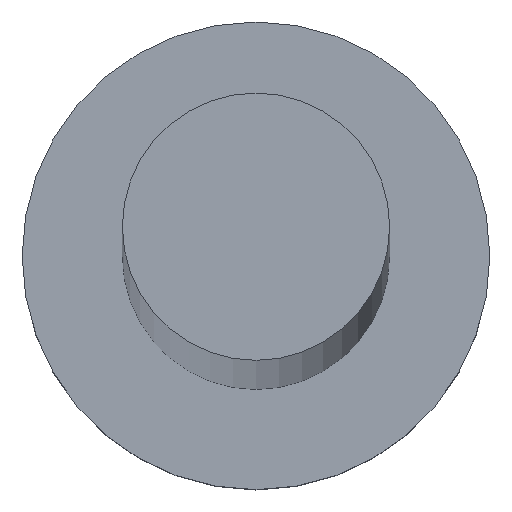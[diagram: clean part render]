
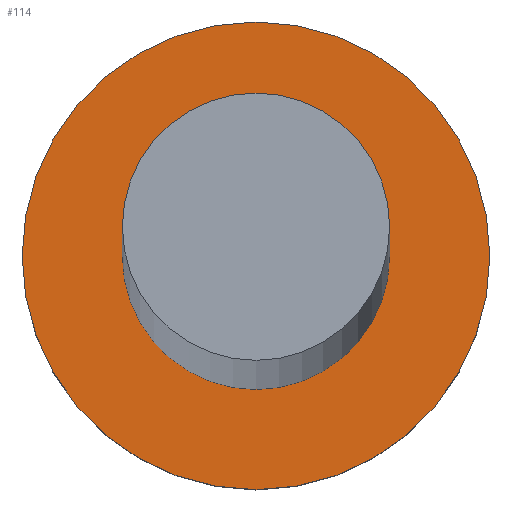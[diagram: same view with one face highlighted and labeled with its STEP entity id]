
A CAD part, top view. The second image highlights one B-rep face of the part: STEP entity #114.
In plain terms, the highlighted planar face has unit normal (0, 0, 1).
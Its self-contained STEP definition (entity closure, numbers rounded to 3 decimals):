
#2 = VERTEX_POINT ( 'NONE', #82 ) ;
#5 = AXIS2_PLACEMENT_3D ( 'NONE', #39, #124, #106 ) ;
#6 = CARTESIAN_POINT ( 'NONE',  ( 0., 0., 5. ) ) ;
#12 = EDGE_LOOP ( 'NONE', ( #197, #146 ) ) ;
#22 = DIRECTION ( 'NONE',  ( 1., 0., 0. ) ) ;
#39 = CARTESIAN_POINT ( 'NONE',  ( 0., 0., 5. ) ) ;
#46 = DIRECTION ( 'NONE',  ( 1., 0., 0. ) ) ;
#62 = ORIENTED_EDGE ( 'NONE', *, *, #83, .F. ) ;
#66 = EDGE_CURVE ( 'NONE', #2, #160, #100, .T. ) ;
#67 = DIRECTION ( 'NONE',  ( 0., 0., 1. ) ) ;
#70 = CIRCLE ( 'NONE', #188, 7. ) ;
#76 = CARTESIAN_POINT ( 'NONE',  ( -7., 0., 5. ) ) ;
#80 = AXIS2_PLACEMENT_3D ( 'NONE', #6, #205, #22 ) ;
#82 = CARTESIAN_POINT ( 'NONE',  ( -4., 0., 5. ) ) ;
#83 = EDGE_CURVE ( 'NONE', #160, #2, #87, .T. ) ;
#84 = CARTESIAN_POINT ( 'NONE',  ( 0., 0., 5. ) ) ;
#87 = CIRCLE ( 'NONE', #93, 4. ) ;
#89 = DIRECTION ( 'NONE',  ( 1., 0., 0. ) ) ;
#92 = EDGE_LOOP ( 'NONE', ( #169, #62 ) ) ;
#93 = AXIS2_PLACEMENT_3D ( 'NONE', #84, #189, #89 ) ;
#94 = DIRECTION ( 'NONE',  ( 1., 0., 0. ) ) ;
#95 = EDGE_CURVE ( 'NONE', #203, #122, #200, .T. ) ;
#97 = CARTESIAN_POINT ( 'NONE',  ( 0., 0., 5. ) ) ;
#100 = CIRCLE ( 'NONE', #80, 4. ) ;
#106 = DIRECTION ( 'NONE',  ( 1., 0., 0. ) ) ;
#107 = FACE_BOUND ( 'NONE', #92, .T. ) ;
#114 = ADVANCED_FACE ( 'NONE', ( #107, #165 ), #220, .T. ) ;
#122 = VERTEX_POINT ( 'NONE', #135 ) ;
#124 = DIRECTION ( 'NONE',  ( 0., 0., 1. ) ) ;
#128 = EDGE_CURVE ( 'NONE', #122, #203, #70, .T. ) ;
#135 = CARTESIAN_POINT ( 'NONE',  ( 7., 0., 5. ) ) ;
#146 = ORIENTED_EDGE ( 'NONE', *, *, #128, .T. ) ;
#160 = VERTEX_POINT ( 'NONE', #198 ) ;
#165 = FACE_OUTER_BOUND ( 'NONE', #12, .T. ) ;
#169 = ORIENTED_EDGE ( 'NONE', *, *, #66, .F. ) ;
#188 = AXIS2_PLACEMENT_3D ( 'NONE', #97, #255, #94 ) ;
#189 = DIRECTION ( 'NONE',  ( 0., 0., 1. ) ) ;
#197 = ORIENTED_EDGE ( 'NONE', *, *, #95, .T. ) ;
#198 = CARTESIAN_POINT ( 'NONE',  ( 4., 0., 5. ) ) ;
#200 = CIRCLE ( 'NONE', #230, 7. ) ;
#203 = VERTEX_POINT ( 'NONE', #76 ) ;
#205 = DIRECTION ( 'NONE',  ( 0., 0., 1. ) ) ;
#220 = PLANE ( 'NONE',  #5 ) ;
#230 = AXIS2_PLACEMENT_3D ( 'NONE', #244, #67, #46 ) ;
#244 = CARTESIAN_POINT ( 'NONE',  ( 0., 0., 5. ) ) ;
#255 = DIRECTION ( 'NONE',  ( 0., 0., 1. ) ) ;
